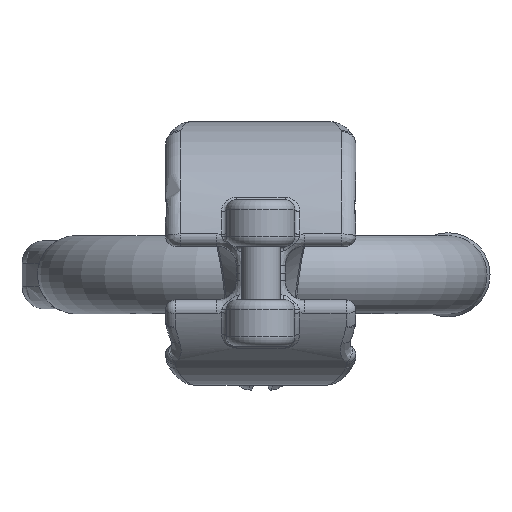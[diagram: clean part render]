
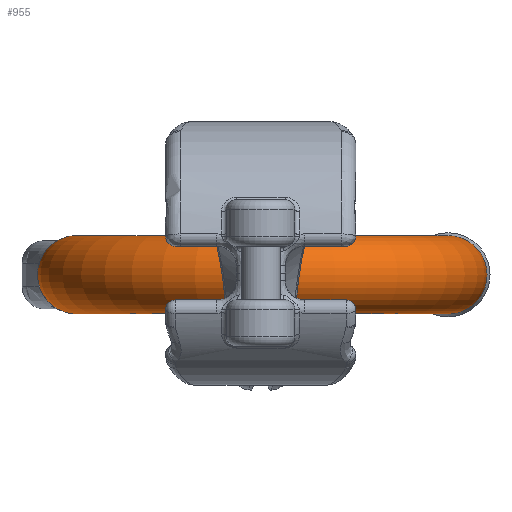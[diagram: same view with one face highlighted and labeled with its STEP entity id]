
A CAD part, front view. The second image highlights one B-rep face of the part: STEP entity #955.
In plain terms, the highlighted toroidal (fillet/blend) face has major radius 38 mm and minor radius 8 mm.
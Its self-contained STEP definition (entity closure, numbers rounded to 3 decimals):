
#916=TOROIDAL_SURFACE('',#8418,38.,8.);
#955=ADVANCED_FACE('',(#3107,#3108),#916,.T.);
#3107=FACE_BOUND('',#3148,.T.);
#3108=FACE_BOUND('',#3149,.T.);
#3148=EDGE_LOOP('',(#3714));
#3149=EDGE_LOOP('',(#3715));
#3714=ORIENTED_EDGE('',*,*,#6894,.T.);
#3715=ORIENTED_EDGE('',*,*,#6932,.F.);
#6134=VERTEX_POINT('',#10935);
#6172=VERTEX_POINT('',#11201);
#6894=EDGE_CURVE('',#6134,#6134,#8126,.T.);
#6932=EDGE_CURVE('',#6172,#6172,#8128,.T.);
#8126=CIRCLE('',#8399,8.);
#8128=CIRCLE('',#8411,8.);
#8399=AXIS2_PLACEMENT_3D('',#10934,#9079,#9080);
#8411=AXIS2_PLACEMENT_3D('',#11200,#9111,#9112);
#8418=AXIS2_PLACEMENT_3D('',#11211,#9125,#9126);
#9079=DIRECTION('',(0.,-1.,0.));
#9080=DIRECTION('',(0.,0.,-1.));
#9111=DIRECTION('',(0.,1.,0.));
#9112=DIRECTION('',(0.,0.,-1.));
#9125=DIRECTION('',(0.,0.,1.));
#9126=DIRECTION('',(1.,0.,0.));
#10934=CARTESIAN_POINT('',(-38.,-25.,0.));
#10935=CARTESIAN_POINT('',(-38.,-25.,-8.));
#11200=CARTESIAN_POINT('',(38.,-25.,0.));
#11201=CARTESIAN_POINT('',(38.,-25.,-8.));
#11211=CARTESIAN_POINT('',(0.,-25.,0.));
